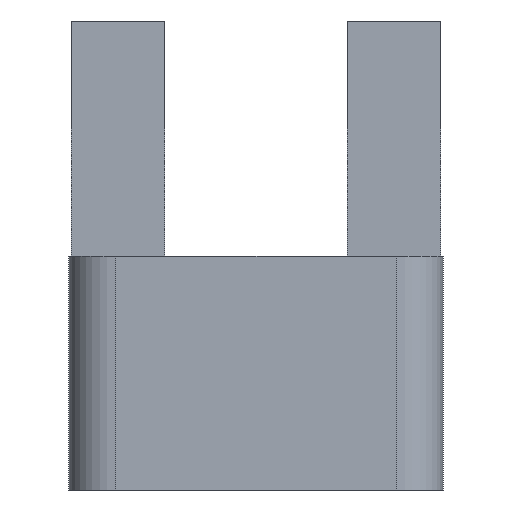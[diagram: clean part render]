
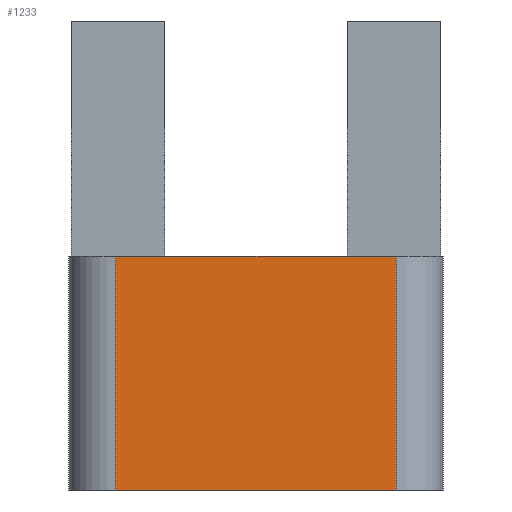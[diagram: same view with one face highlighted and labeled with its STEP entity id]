
A CAD part, left-side view. The second image highlights one B-rep face of the part: STEP entity #1233.
In plain terms, the highlighted planar face has unit normal (-1, 0, 0).
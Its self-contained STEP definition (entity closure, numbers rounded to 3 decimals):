
#49 = EDGE_CURVE('',#50,#52,#54,.T.);
#50 = VERTEX_POINT('',#51);
#51 = CARTESIAN_POINT('',(-11.,3.,0.));
#52 = VERTEX_POINT('',#53);
#53 = CARTESIAN_POINT('',(-11.,-3.,0.));
#54 = LINE('',#55,#56);
#55 = CARTESIAN_POINT('',(-11.,3.,0.));
#56 = VECTOR('',#57,1.);
#57 = DIRECTION('',(0.,-1.,0.));
#1233 = ADVANCED_FACE('',(#1234),#1259,.F.);
#1234 = FACE_BOUND('',#1235,.F.);
#1235 = EDGE_LOOP('',(#1236,#1244,#1252,#1258));
#1236 = ORIENTED_EDGE('',*,*,#1237,.T.);
#1237 = EDGE_CURVE('',#50,#1238,#1240,.T.);
#1238 = VERTEX_POINT('',#1239);
#1239 = CARTESIAN_POINT('',(-11.,3.,5.));
#1240 = LINE('',#1241,#1242);
#1241 = CARTESIAN_POINT('',(-11.,3.,0.));
#1242 = VECTOR('',#1243,1.);
#1243 = DIRECTION('',(0.,0.,1.));
#1244 = ORIENTED_EDGE('',*,*,#1245,.T.);
#1245 = EDGE_CURVE('',#1238,#1246,#1248,.T.);
#1246 = VERTEX_POINT('',#1247);
#1247 = CARTESIAN_POINT('',(-11.,-3.,5.));
#1248 = LINE('',#1249,#1250);
#1249 = CARTESIAN_POINT('',(-11.,3.,5.));
#1250 = VECTOR('',#1251,1.);
#1251 = DIRECTION('',(0.,-1.,0.));
#1252 = ORIENTED_EDGE('',*,*,#1253,.F.);
#1253 = EDGE_CURVE('',#52,#1246,#1254,.T.);
#1254 = LINE('',#1255,#1256);
#1255 = CARTESIAN_POINT('',(-11.,-3.,0.));
#1256 = VECTOR('',#1257,1.);
#1257 = DIRECTION('',(0.,0.,1.));
#1258 = ORIENTED_EDGE('',*,*,#49,.F.);
#1259 = PLANE('',#1260);
#1260 = AXIS2_PLACEMENT_3D('',#1261,#1262,#1263);
#1261 = CARTESIAN_POINT('',(-11.,3.,0.));
#1262 = DIRECTION('',(1.,0.,0.));
#1263 = DIRECTION('',(0.,-1.,0.));
